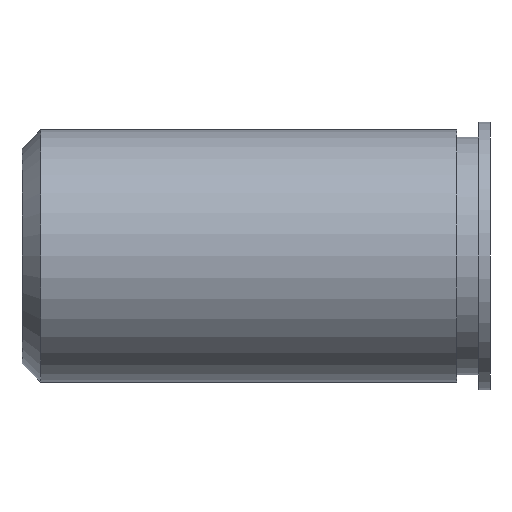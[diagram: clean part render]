
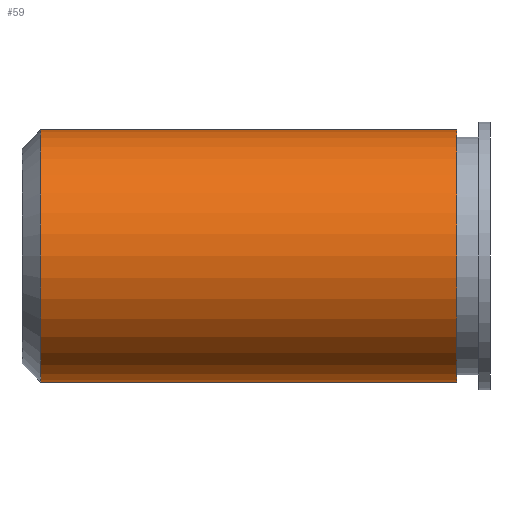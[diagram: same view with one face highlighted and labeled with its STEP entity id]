
A CAD part, left-side view. The second image highlights one B-rep face of the part: STEP entity #59.
In plain terms, the highlighted cylindrical face has radius 4.312 mm (diameter 8.623 mm), a partial arc.
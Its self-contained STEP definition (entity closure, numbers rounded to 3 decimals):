
#24 = ORIENTED_EDGE ( 'NONE', *, *, #180, .T. ) ;
#26 = ORIENTED_EDGE ( 'NONE', *, *, #190, .F. ) ;
#28 = EDGE_LOOP ( 'NONE', ( #26, #52, #24, #29 ) ) ;
#29 = ORIENTED_EDGE ( 'NONE', *, *, #34, .F. ) ;
#34 = EDGE_CURVE ( 'NONE', #163, #167, #355, .T. ) ;
#39 = EDGE_CURVE ( 'NONE', #188, #187, #225, .T. ) ;
#52 = ORIENTED_EDGE ( 'NONE', *, *, #39, .T. ) ;
#59 = ADVANCED_FACE ( 'NONE', ( #301 ), #119, .T. ) ;
#92 = CARTESIAN_POINT ( 'NONE',  ( 0., 8.001, 0. ) ) ;
#106 = DIRECTION ( 'NONE',  ( 0., 0., 1. ) ) ;
#113 = DIRECTION ( 'NONE',  ( 0., 1., 0. ) ) ;
#118 = AXIS2_PLACEMENT_3D ( 'NONE', #92, #113, #106 ) ;
#119 = CYLINDRICAL_SURFACE ( 'NONE', #118, 4.312 ) ;
#163 = VERTEX_POINT ( 'NONE', #628 ) ;
#167 = VERTEX_POINT ( 'NONE', #630 ) ;
#180 = EDGE_CURVE ( 'NONE', #187, #167, #665, .T. ) ;
#187 = VERTEX_POINT ( 'NONE', #735 ) ;
#188 = VERTEX_POINT ( 'NONE', #744 ) ;
#190 = EDGE_CURVE ( 'NONE', #188, #163, #769, .T. ) ;
#221 = DIRECTION ( 'NONE',  ( 0., 0., 1. ) ) ;
#222 = DIRECTION ( 'NONE',  ( 0., 1., 0. ) ) ;
#223 = CARTESIAN_POINT ( 'NONE',  ( 0., -6.858, 0. ) ) ;
#224 = AXIS2_PLACEMENT_3D ( 'NONE', #223, #222, #221 ) ;
#225 = CIRCLE ( 'NONE', #224, 4.312 ) ;
#301 = FACE_OUTER_BOUND ( 'NONE', #28, .T. ) ;
#351 = DIRECTION ( 'NONE',  ( 0., 0., 1. ) ) ;
#352 = DIRECTION ( 'NONE',  ( 0., 1., 0. ) ) ;
#353 = CARTESIAN_POINT ( 'NONE',  ( 0., 7.366, 0. ) ) ;
#354 = AXIS2_PLACEMENT_3D ( 'NONE', #353, #352, #351 ) ;
#355 = CIRCLE ( 'NONE', #354, 4.312 ) ;
#628 = CARTESIAN_POINT ( 'NONE',  ( 0., 7.366, -4.312 ) ) ;
#630 = CARTESIAN_POINT ( 'NONE',  ( 0., 7.366, 4.312 ) ) ;
#662 = DIRECTION ( 'NONE',  ( 0., 1., 0. ) ) ;
#663 = VECTOR ( 'NONE', #662, 1000. ) ;
#664 = CARTESIAN_POINT ( 'NONE',  ( 0., 8.001, 4.312 ) ) ;
#665 = LINE ( 'NONE', #664, #663 ) ;
#709 = CARTESIAN_POINT ( 'NONE',  ( 0., 8.001, -4.312 ) ) ;
#735 = CARTESIAN_POINT ( 'NONE',  ( 0., -6.858, 4.312 ) ) ;
#744 = CARTESIAN_POINT ( 'NONE',  ( 0., -6.858, -4.312 ) ) ;
#769 = LINE ( 'NONE', #709, #778 ) ;
#777 = DIRECTION ( 'NONE',  ( 0., 1., 0. ) ) ;
#778 = VECTOR ( 'NONE', #777, 1000. ) ;
